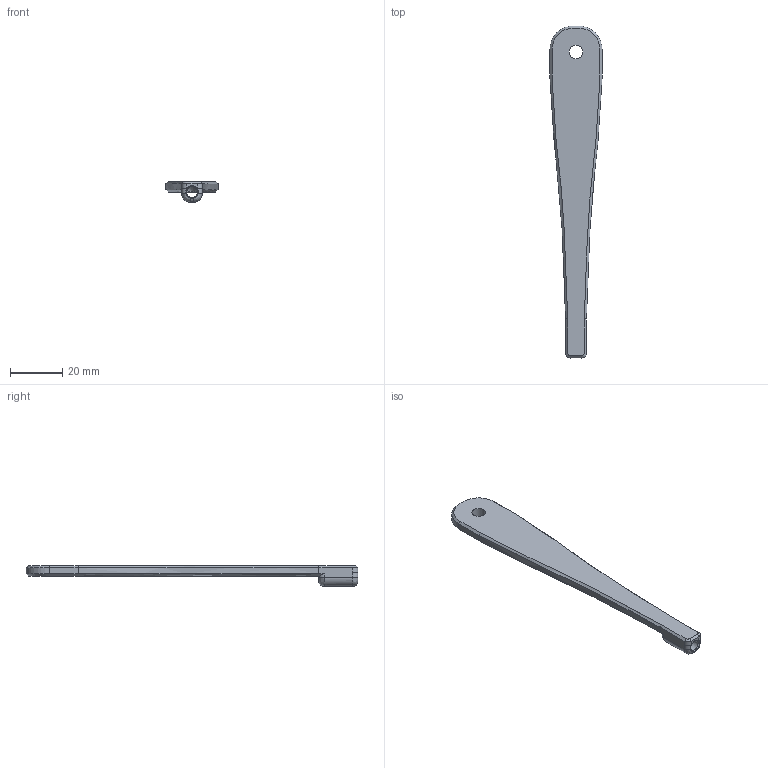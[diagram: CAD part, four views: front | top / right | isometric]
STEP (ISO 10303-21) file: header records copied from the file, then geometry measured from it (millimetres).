
FILE_DESCRIPTION(/* description */ (''),/* implementation_level */ '2;1');
FILE_NAME(/* name */ 'Tube arm.step',/* time_stamp */ '2022-05-10T12:30:54+10:00',/* author */ (''),/* organization */ (''),/* preprocessor_version */ 'ST-DEVELOPER v18.1',/* originating_system */ 'Autodesk Translation Framework v10.14.0.1471',/* authorisation */ '');
FILE_SCHEMA (('AUTOMOTIVE_DESIGN { 1 0 10303 214 3 1 1 }'));
Length unit declared in the file: millimetre
Products named in the file (1): Tube arm
Bounding box: 20 x 127.5 x 8 mm (x, y, z)
Volume: 6635.2 mm3; surface area: 4588.2 mm2
Topology: 1 solids, 1 shells, 52 faces, 135 edges, 83 vertices
Faces by surface type: plane 19, bspline 14, cylinder 13, cone 6
Full cylindrical faces by diameter (mm): 4.1 x1, 5.2 x1
Entity records: 2670 total; most frequent: CARTESIAN_POINT 1453, ORIENTED_EDGE 270, DIRECTION 214, EDGE_CURVE 135, VERTEX_POINT 83, AXIS2_PLACEMENT_3D 77, LINE 60, VECTOR 60
